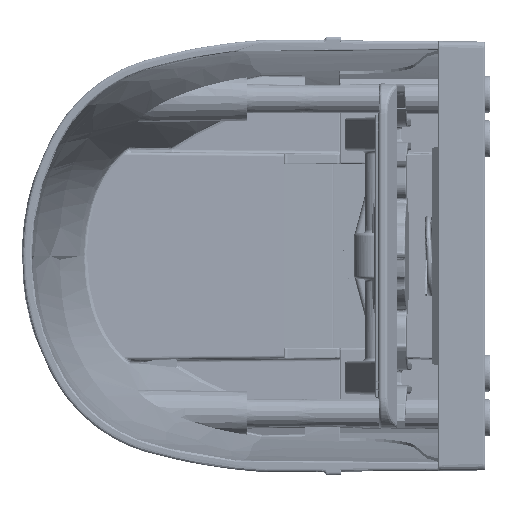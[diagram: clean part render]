
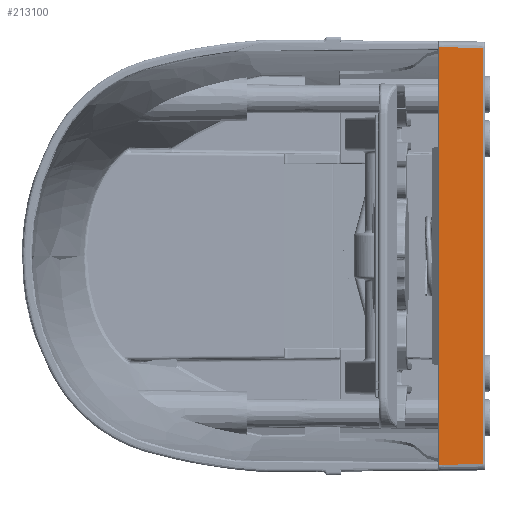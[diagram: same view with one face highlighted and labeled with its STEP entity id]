
A CAD part, left-side view. The second image highlights one B-rep face of the part: STEP entity #213100.
In plain terms, the highlighted planar face has unit normal (-1, 0, 0).
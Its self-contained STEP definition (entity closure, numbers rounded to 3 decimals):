
#332 = VECTOR ( 'NONE', #14703, 1000. ) ;
#6673 = EDGE_LOOP ( 'NONE', ( #10670, #118908, #63334, #146294 ) ) ;
#10670 = ORIENTED_EDGE ( 'NONE', *, *, #79009, .F. ) ;
#13135 = EDGE_CURVE ( 'NONE', #141258, #117822, #298550, .T. ) ;
#13235 = AXIS2_PLACEMENT_3D ( 'NONE', #184153, #301475, #20599 ) ;
#14703 = DIRECTION ( 'NONE',  ( 0., 0., -1. ) ) ;
#20599 = DIRECTION ( 'NONE',  ( 0., 0., -1. ) ) ;
#33389 = FACE_OUTER_BOUND ( 'NONE', #6673, .T. ) ;
#48614 = VECTOR ( 'NONE', #268100, 1000. ) ;
#63334 = ORIENTED_EDGE ( 'NONE', *, *, #293407, .F. ) ;
#67813 = CARTESIAN_POINT ( 'NONE',  ( 19.672, 95.985, 208.222 ) ) ;
#74836 = VERTEX_POINT ( 'NONE', #186968 ) ;
#78036 = CARTESIAN_POINT ( 'NONE',  ( 19.672, 81.648, 208.096 ) ) ;
#79009 = EDGE_CURVE ( 'NONE', #117822, #137311, #181242, .T. ) ;
#108004 = CARTESIAN_POINT ( 'NONE',  ( 19.672, 95.985, 72.81 ) ) ;
#117822 = VERTEX_POINT ( 'NONE', #127141 ) ;
#118908 = ORIENTED_EDGE ( 'NONE', *, *, #13135, .F. ) ;
#127141 = CARTESIAN_POINT ( 'NONE',  ( 19.672, 81.648, 72.936 ) ) ;
#128761 = VECTOR ( 'NONE', #139818, 1000. ) ;
#132876 = CARTESIAN_POINT ( 'NONE',  ( 19.672, 95.985, 70.428 ) ) ;
#137311 = VERTEX_POINT ( 'NONE', #108004 ) ;
#139818 = DIRECTION ( 'NONE',  ( 0., -1., -0.009 ) ) ;
#141258 = VERTEX_POINT ( 'NONE', #78036 ) ;
#146294 = ORIENTED_EDGE ( 'NONE', *, *, #280814, .T. ) ;
#155584 = CARTESIAN_POINT ( 'NONE',  ( 19.672, 81.648, 210.313 ) ) ;
#181242 = LINE ( 'NONE', #290785, #48614 ) ;
#184153 = CARTESIAN_POINT ( 'NONE',  ( 19.672, 130.148, 210.313 ) ) ;
#186968 = CARTESIAN_POINT ( 'NONE',  ( 19.672, 95.985, 208.222 ) ) ;
#194665 = VECTOR ( 'NONE', #205938, 1000. ) ;
#205938 = DIRECTION ( 'NONE',  ( 0., 0., -1. ) ) ;
#209695 = LINE ( 'NONE', #67813, #128761 ) ;
#212645 = LINE ( 'NONE', #132876, #194665 ) ;
#213100 = ADVANCED_FACE ( 'NONE', ( #33389 ), #257081, .F. ) ;
#257081 = PLANE ( 'NONE',  #13235 ) ;
#268100 = DIRECTION ( 'NONE',  ( 0., 1., -0.009 ) ) ;
#280814 = EDGE_CURVE ( 'NONE', #74836, #137311, #212645, .T. ) ;
#290785 = CARTESIAN_POINT ( 'NONE',  ( 19.672, 88.937, 72.872 ) ) ;
#293407 = EDGE_CURVE ( 'NONE', #74836, #141258, #209695, .T. ) ;
#298550 = LINE ( 'NONE', #155584, #332 ) ;
#301475 = DIRECTION ( 'NONE',  ( 1., 0., 0. ) ) ;
